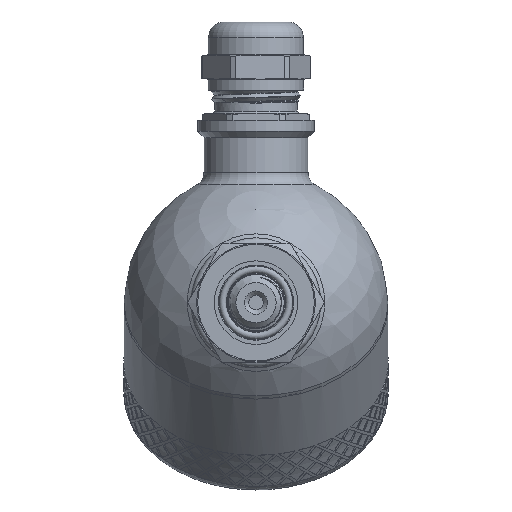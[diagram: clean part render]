
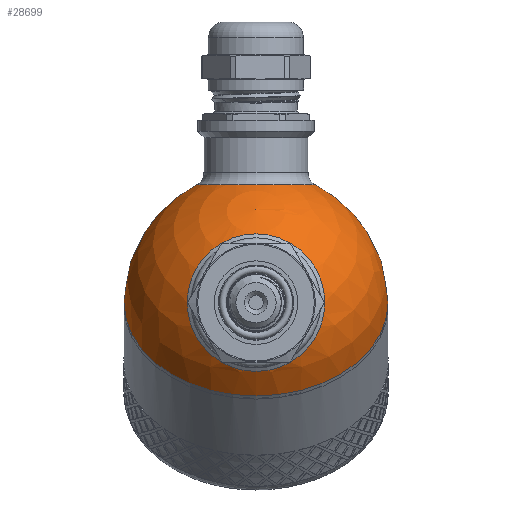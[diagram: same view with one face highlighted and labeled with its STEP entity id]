
A CAD part, left-side view. The second image highlights one B-rep face of the part: STEP entity #28699.
In plain terms, the highlighted spherical face has radius 30 mm.
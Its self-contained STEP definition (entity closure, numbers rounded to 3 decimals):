
#145=SPHERICAL_SURFACE('',#30511,30.);
#284=FACE_BOUND('',#4201,.T.);
#285=FACE_BOUND('',#4202,.T.);
#2358=FACE_OUTER_BOUND('',#4200,.T.);
#4200=EDGE_LOOP('',(#20676,#20677,#20678,#20679));
#4201=EDGE_LOOP('',(#20680));
#4202=EDGE_LOOP('',(#20681));
#5950=CIRCLE('',#30433,30.);
#5951=CIRCLE('',#30434,30.);
#5978=CIRCLE('',#30507,13.5);
#5981=CIRCLE('',#30512,30.);
#5982=CIRCLE('',#30513,15.643);
#11322=VERTEX_POINT('',#39451);
#11323=VERTEX_POINT('',#39453);
#11822=VERTEX_POINT('',#45840);
#11824=VERTEX_POINT('',#45847);
#11825=VERTEX_POINT('',#45849);
#14409=EDGE_CURVE('',#11322,#11323,#5950,.T.);
#14410=EDGE_CURVE('',#11323,#11322,#5951,.T.);
#15161=EDGE_CURVE('',#11822,#11822,#5978,.T.);
#15164=EDGE_CURVE('',#11323,#11824,#5981,.T.);
#15165=EDGE_CURVE('',#11825,#11825,#5982,.T.);
#20676=ORIENTED_EDGE('',*,*,#14410,.F.);
#20677=ORIENTED_EDGE('',*,*,#15164,.T.);
#20678=ORIENTED_EDGE('',*,*,#15164,.F.);
#20679=ORIENTED_EDGE('',*,*,#14409,.F.);
#20680=ORIENTED_EDGE('',*,*,#15165,.F.);
#20681=ORIENTED_EDGE('',*,*,#15161,.F.);
#28699=ADVANCED_FACE('',(#2358,#284,#285),#145,.T.);
#30433=AXIS2_PLACEMENT_3D('',#39454,#32066,#32067);
#30434=AXIS2_PLACEMENT_3D('',#39455,#32068,#32069);
#30507=AXIS2_PLACEMENT_3D('',#45841,#32478,#32479);
#30511=AXIS2_PLACEMENT_3D('',#45846,#32486,#32487);
#30512=AXIS2_PLACEMENT_3D('',#45848,#32488,#32489);
#30513=AXIS2_PLACEMENT_3D('',#45850,#32490,#32491);
#32066=DIRECTION('center_axis',(1.,0.,0.));
#32067=DIRECTION('ref_axis',(0.,1.,0.));
#32068=DIRECTION('center_axis',(1.,0.,0.));
#32069=DIRECTION('ref_axis',(0.,1.,0.));
#32478=DIRECTION('center_axis',(-0.707,0.,-0.707));
#32479=DIRECTION('ref_axis',(-0.707,0.,0.707));
#32486=DIRECTION('center_axis',(1.,0.,0.));
#32487=DIRECTION('ref_axis',(0.,-1.,0.));
#32488=DIRECTION('center_axis',(0.,0.,1.));
#32489=DIRECTION('ref_axis',(0.,1.,0.));
#32490=DIRECTION('center_axis',(-0.707,0.,0.707));
#32491=DIRECTION('ref_axis',(0.707,0.,0.707));
#39451=CARTESIAN_POINT('',(0.,-30.,0.));
#39453=CARTESIAN_POINT('',(0.,30.,0.));
#39454=CARTESIAN_POINT('Origin',(0.,0.,0.));
#39455=CARTESIAN_POINT('Origin',(0.,0.,0.));
#45840=CARTESIAN_POINT('',(-9.398,0.,-28.49));
#45841=CARTESIAN_POINT('Origin',(-18.944,0.,-18.944));
#45846=CARTESIAN_POINT('Origin',(0.,0.,0.));
#45847=CARTESIAN_POINT('',(-30.,0.,0.));
#45848=CARTESIAN_POINT('Origin',(0.,0.,0.));
#45849=CARTESIAN_POINT('',(-29.162,0.,7.04));
#45850=CARTESIAN_POINT('Origin',(-18.101,0.,18.101));
